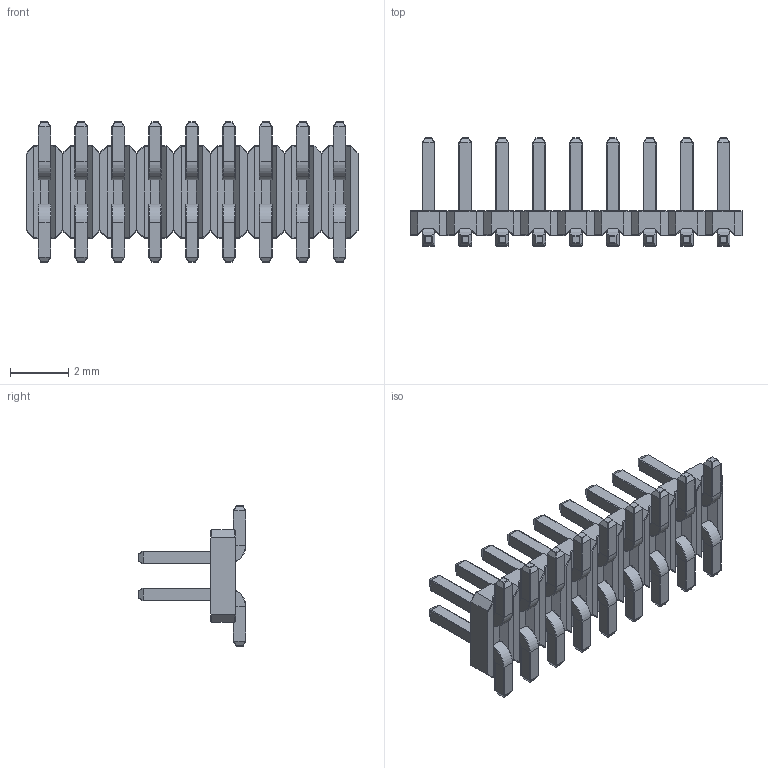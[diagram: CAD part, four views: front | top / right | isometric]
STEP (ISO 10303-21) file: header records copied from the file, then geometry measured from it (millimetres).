
FILE_DESCRIPTION (( 'STEP AP214' ), '1' );
FILE_NAME ('header-1.27-2x9.STEP', '2021-07-12T04:36:38', ( '' ), ( '' ), 'SwSTEP 2.0', 'SolidWorks 2021', '' );
FILE_SCHEMA (( 'AUTOMOTIVE_DESIGN' ));
Length unit declared in the file: millimetre
Products named in the file (3): header-1.27-pin_默认; header-1.27-body_默认; header-1.27-2x9
Assembly tree (27 placements, depth 2):
  header-1.27-2x9
    header-1.27-body_默认  x9
    header-1.27-pin_默认  x18
Bounding box: 11.43 x 3.71 x 4.83 mm (x, y, z)
Volume: 41.7 mm3; surface area: 309.2 mm2
Topology: 27 solids, 27 shells, 1467 faces, 3429 edges, 1998 vertices
Faces by surface type: plane 783, cylinder 468, sphere 144, torus 72
Entity records: 3277 total; most frequent: CARTESIAN_POINT 610, DIRECTION 539, ORIENTED_EDGE 506, EDGE_CURVE 253, VECTOR 189, LINE 189, AXIS2_PLACEMENT_3D 175, VERTEX_POINT 150
